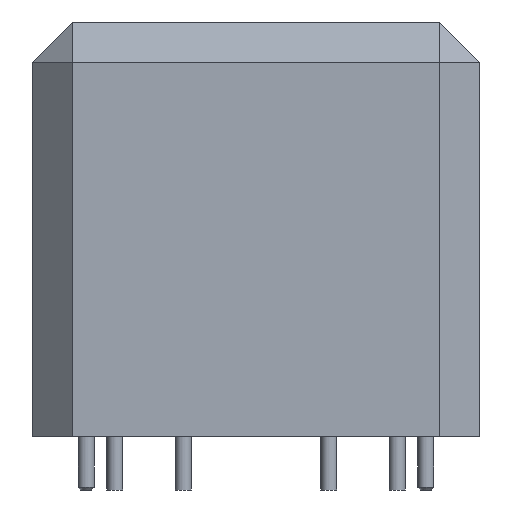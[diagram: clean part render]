
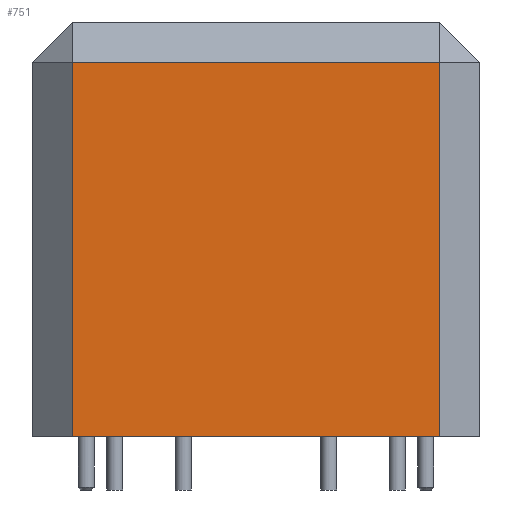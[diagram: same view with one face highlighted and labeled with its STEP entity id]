
A CAD part, left-side view. The second image highlights one B-rep face of the part: STEP entity #751.
In plain terms, the highlighted planar face has unit normal (-1, 0, 0).
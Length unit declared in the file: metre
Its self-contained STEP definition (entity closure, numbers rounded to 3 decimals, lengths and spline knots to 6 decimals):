
#120=ORIENTED_EDGE('',*,*,#264,.T.);
#121=ORIENTED_EDGE('',*,*,#265,.T.);
#122=ORIENTED_EDGE('',*,*,#266,.F.);
#123=ORIENTED_EDGE('',*,*,#267,.T.);
#264=EDGE_CURVE('',#336,#337,#392,.T.);
#265=EDGE_CURVE('',#337,#338,#393,.T.);
#266=EDGE_CURVE('',#339,#338,#394,.T.);
#267=EDGE_CURVE('',#339,#336,#395,.T.);
#336=VERTEX_POINT('',#1846);
#337=VERTEX_POINT('',#1847);
#338=VERTEX_POINT('',#1849);
#339=VERTEX_POINT('',#1851);
#392=LINE('',#1845,#428);
#393=LINE('',#1848,#429);
#394=LINE('',#1850,#430);
#395=LINE('',#1852,#431);
#428=VECTOR('',#1556,1.);
#429=VECTOR('',#1557,1.);
#430=VECTOR('',#1558,1.);
#431=VECTOR('',#1559,1.);
#455=EDGE_LOOP('',(#120,#121,#122,#123));
#545=FACE_BOUND('',#455,.T.);
#635=PLANE('',#1415);
#751=ADVANCED_FACE('',(#545),#635,.T.);
#1415=AXIS2_PLACEMENT_3D('',#1844,#1554,#1555);
#1554=DIRECTION('',(-1.,0.,0.));
#1555=DIRECTION('',(0.,0.,1.));
#1556=DIRECTION('',(0.,1.,0.));
#1557=DIRECTION('',(0.,0.,-1.));
#1558=DIRECTION('',(0.,1.,0.));
#1559=DIRECTION('',(0.,0.,1.));
#1844=CARTESIAN_POINT('',(-0.02575,0.,0.031));
#1845=CARTESIAN_POINT('',(-0.02575,0.,0.028));
#1846=CARTESIAN_POINT('',(-0.02575,-0.01375,0.028));
#1847=CARTESIAN_POINT('',(-0.02575,0.01375,0.028));
#1848=CARTESIAN_POINT('',(-0.02575,0.01375,0.));
#1849=CARTESIAN_POINT('',(-0.02575,0.01375,0.));
#1850=CARTESIAN_POINT('',(-0.02575,0.,0.));
#1851=CARTESIAN_POINT('',(-0.02575,-0.01375,0.));
#1852=CARTESIAN_POINT('',(-0.02575,-0.01375,0.031));
